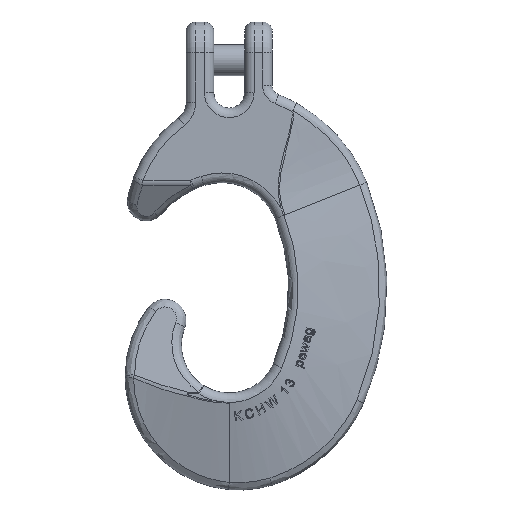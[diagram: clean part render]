
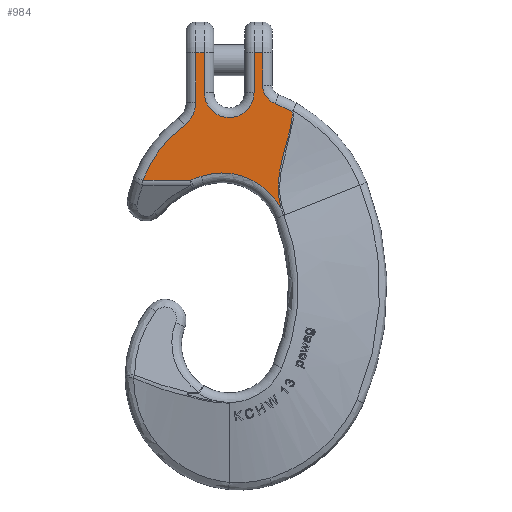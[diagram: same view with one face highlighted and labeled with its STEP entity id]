
A CAD part, top view. The second image highlights one B-rep face of the part: STEP entity #984.
In plain terms, the highlighted planar face has unit normal (0, 0, 1).
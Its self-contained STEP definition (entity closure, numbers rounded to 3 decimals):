
#253=PLANE('',#5157);
#352=LINE('',#7922,#565);
#353=LINE('',#7924,#566);
#354=LINE('',#7926,#567);
#355=LINE('',#7932,#568);
#356=LINE('',#7955,#569);
#357=LINE('',#7957,#570);
#358=LINE('',#7959,#571);
#565=VECTOR('',#5451,1.);
#566=VECTOR('',#5452,1.);
#567=VECTOR('',#5453,1.);
#568=VECTOR('',#5458,1.);
#569=VECTOR('',#5467,1.);
#570=VECTOR('',#5468,1.);
#571=VECTOR('',#5469,1.);
#873=CIRCLE('',#5150,13.);
#874=CIRCLE('',#5151,15.);
#875=CIRCLE('',#5152,65.);
#876=CIRCLE('',#5153,55.);
#877=CIRCLE('',#5154,35.);
#878=CIRCLE('',#5155,76.507);
#879=CIRCLE('',#5156,10.207);
#984=ADVANCED_FACE('',(#1287),#253,.T.);
#1287=FACE_OUTER_BOUND('',#1613,.T.);
#1613=EDGE_LOOP('',(#2074,#2075,#2076,#2077,#2078,#2079,#2080,#2081,#2082,
#2083,#2084,#2085,#2086,#2087,#2088));
#2074=ORIENTED_EDGE('',*,*,#4056,.T.);
#2075=ORIENTED_EDGE('',*,*,#4057,.T.);
#2076=ORIENTED_EDGE('',*,*,#4058,.T.);
#2077=ORIENTED_EDGE('',*,*,#4059,.T.);
#2078=ORIENTED_EDGE('',*,*,#4060,.T.);
#2079=ORIENTED_EDGE('',*,*,#4061,.T.);
#2080=ORIENTED_EDGE('',*,*,#4062,.T.);
#2081=ORIENTED_EDGE('',*,*,#4063,.T.);
#2082=ORIENTED_EDGE('',*,*,#4064,.T.);
#2083=ORIENTED_EDGE('',*,*,#4065,.T.);
#2084=ORIENTED_EDGE('',*,*,#4066,.T.);
#2085=ORIENTED_EDGE('',*,*,#4067,.T.);
#2086=ORIENTED_EDGE('',*,*,#4068,.T.);
#2087=ORIENTED_EDGE('',*,*,#4069,.T.);
#2088=ORIENTED_EDGE('',*,*,#4070,.T.);
#3576=VERTEX_POINT('',#7920);
#3577=VERTEX_POINT('',#7921);
#3578=VERTEX_POINT('',#7923);
#3579=VERTEX_POINT('',#7925);
#3580=VERTEX_POINT('',#7927);
#3581=VERTEX_POINT('',#7929);
#3582=VERTEX_POINT('',#7931);
#3583=VERTEX_POINT('',#7933);
#3584=VERTEX_POINT('',#7935);
#3585=VERTEX_POINT('',#7937);
#3586=VERTEX_POINT('',#7950);
#3587=VERTEX_POINT('',#7952);
#3588=VERTEX_POINT('',#7954);
#3589=VERTEX_POINT('',#7956);
#3590=VERTEX_POINT('',#7958);
#4056=EDGE_CURVE('',#3576,#3577,#873,.T.);
#4057=EDGE_CURVE('',#3577,#3578,#352,.T.);
#4058=EDGE_CURVE('',#3578,#3579,#353,.T.);
#4059=EDGE_CURVE('',#3579,#3580,#354,.T.);
#4060=EDGE_CURVE('',#3580,#3581,#874,.T.);
#4061=EDGE_CURVE('',#3581,#3582,#875,.T.);
#4062=EDGE_CURVE('',#3582,#3583,#355,.T.);
#4063=EDGE_CURVE('',#3583,#3584,#876,.T.);
#4064=EDGE_CURVE('',#3584,#3585,#877,.T.);
#4065=EDGE_CURVE('',#3585,#3586,#4805,.T.);
#4066=EDGE_CURVE('',#3586,#3587,#878,.T.);
#4067=EDGE_CURVE('',#3587,#3588,#879,.T.);
#4068=EDGE_CURVE('',#3588,#3589,#356,.T.);
#4069=EDGE_CURVE('',#3589,#3590,#357,.T.);
#4070=EDGE_CURVE('',#3590,#3576,#358,.T.);
#4805=B_SPLINE_CURVE_WITH_KNOTS('',3,(#7938,#7939,#7940,#7941,#7942,#7943,
#7944,#7945,#7946,#7947,#7948,#7949),.UNSPECIFIED.,.F.,.F.,(4,2,2,2,2,4),
(0.,0.25,0.5,0.75,0.875,1.),.UNSPECIFIED.);
#5150=AXIS2_PLACEMENT_3D('',#7919,#5449,#5450);
#5151=AXIS2_PLACEMENT_3D('',#7928,#5454,#5455);
#5152=AXIS2_PLACEMENT_3D('',#7930,#5456,#5457);
#5153=AXIS2_PLACEMENT_3D('',#7934,#5459,#5460);
#5154=AXIS2_PLACEMENT_3D('',#7936,#5461,#5462);
#5155=AXIS2_PLACEMENT_3D('',#7951,#5463,#5464);
#5156=AXIS2_PLACEMENT_3D('',#7953,#5465,#5466);
#5157=AXIS2_PLACEMENT_3D('',#7960,#5470,#5471);
#5449=DIRECTION('',(0.,0.,-1.));
#5450=DIRECTION('',(1.,0.,0.));
#5451=DIRECTION('',(0.,1.,0.));
#5452=DIRECTION('',(-1.,0.,0.));
#5453=DIRECTION('',(0.,-1.,0.));
#5454=DIRECTION('',(0.,0.,-1.));
#5455=DIRECTION('',(1.,0.,0.));
#5456=DIRECTION('',(0.,0.,1.));
#5457=DIRECTION('',(1.,0.,0.));
#5458=DIRECTION('',(1.,0.,0.));
#5459=DIRECTION('',(0.,0.,-1.));
#5460=DIRECTION('',(1.,0.,0.));
#5461=DIRECTION('',(0.,0.,-1.));
#5462=DIRECTION('',(1.,0.,0.));
#5463=DIRECTION('',(0.,0.,1.));
#5464=DIRECTION('',(1.,0.,0.));
#5465=DIRECTION('',(0.,0.,-1.));
#5466=DIRECTION('',(1.,0.,0.));
#5467=DIRECTION('',(0.,1.,0.));
#5468=DIRECTION('',(-1.,0.,0.));
#5469=DIRECTION('',(0.,-1.,0.));
#5470=DIRECTION('',(0.,0.,1.));
#5471=DIRECTION('',(1.,0.,0.));
#7919=CARTESIAN_POINT('',(0.,157.,16.));
#7920=CARTESIAN_POINT('',(13.,157.,16.));
#7921=CARTESIAN_POINT('',(-13.,157.,16.));
#7922=CARTESIAN_POINT('',(-13.,61.019,16.));
#7923=CARTESIAN_POINT('',(-13.,178.,16.));
#7924=CARTESIAN_POINT('',(2.375,178.,16.));
#7925=CARTESIAN_POINT('',(-17.5,178.,16.));
#7926=CARTESIAN_POINT('',(-17.5,61.019,16.));
#7927=CARTESIAN_POINT('',(-17.5,151.976,16.));
#7928=CARTESIAN_POINT('',(-32.5,151.976,16.));
#7929=CARTESIAN_POINT('',(-23.49,139.984,16.));
#7930=CARTESIAN_POINT('',(15.555,88.017,16.));
#7931=CARTESIAN_POINT('',(-45.174,111.192,16.));
#7932=CARTESIAN_POINT('',(2.375,111.192,16.));
#7933=CARTESIAN_POINT('',(-20.156,111.192,16.));
#7934=CARTESIAN_POINT('',(2.375,61.019,16.));
#7935=CARTESIAN_POINT('',(-14.744,113.286,16.));
#7936=CARTESIAN_POINT('',(-3.85,80.025,16.));
#7937=CARTESIAN_POINT('',(27.186,96.204,16.));
#7938=CARTESIAN_POINT('',(27.186,96.204,16.));
#7939=CARTESIAN_POINT('',(25.964,100.401,16.));
#7940=CARTESIAN_POINT('',(25.523,104.787,16.));
#7941=CARTESIAN_POINT('',(25.818,113.367,16.));
#7942=CARTESIAN_POINT('',(26.537,117.632,16.));
#7943=CARTESIAN_POINT('',(28.516,126.072,16.));
#7944=CARTESIAN_POINT('',(29.78,130.22,16.));
#7945=CARTESIAN_POINT('',(31.502,136.487,16.));
#7946=CARTESIAN_POINT('',(32.049,138.585,16.));
#7947=CARTESIAN_POINT('',(32.81,142.837,16.));
#7948=CARTESIAN_POINT('',(33.063,145.017,16.));
#7949=CARTESIAN_POINT('',(32.804,147.181,16.));
#7950=CARTESIAN_POINT('',(32.804,147.181,16.));
#7951=CARTESIAN_POINT('',(-3.85,80.025,16.));
#7952=CARTESIAN_POINT('',(23.992,151.287,16.));
#7953=CARTESIAN_POINT('',(27.707,160.793,16.));
#7954=CARTESIAN_POINT('',(17.5,160.793,16.));
#7955=CARTESIAN_POINT('',(17.5,61.019,16.));
#7956=CARTESIAN_POINT('',(17.5,178.,16.));
#7957=CARTESIAN_POINT('',(2.375,178.,16.));
#7958=CARTESIAN_POINT('',(13.,178.,16.));
#7959=CARTESIAN_POINT('',(13.,61.019,16.));
#7960=CARTESIAN_POINT('',(2.375,61.019,16.));
